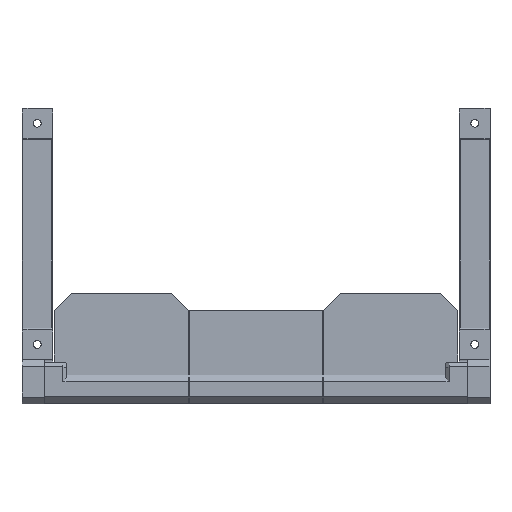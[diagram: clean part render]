
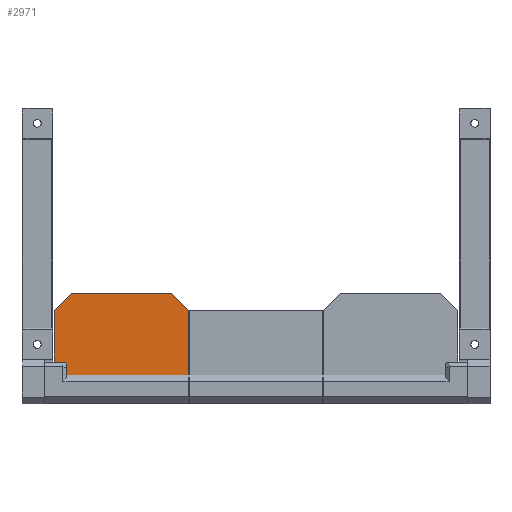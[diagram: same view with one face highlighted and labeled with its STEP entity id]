
A CAD part, top view. The second image highlights one B-rep face of the part: STEP entity #2971.
In plain terms, the highlighted planar face has unit normal (0, 0, 1).
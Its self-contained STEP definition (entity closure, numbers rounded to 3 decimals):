
#250=FACE_OUTER_BOUND('',#443,.T.);
#443=EDGE_LOOP('',(#2190,#2191,#2192,#2193,#2194,#2195,#2196,#2197));
#706=LINE('',#4480,#1033);
#721=LINE('',#4550,#1048);
#723=LINE('',#4554,#1050);
#726=LINE('',#4560,#1053);
#727=LINE('',#4561,#1054);
#728=LINE('',#4563,#1055);
#729=LINE('',#4565,#1056);
#730=LINE('',#4566,#1057);
#1033=VECTOR('',#3583,10.);
#1048=VECTOR('',#3664,10.);
#1050=VECTOR('',#3668,10.);
#1053=VECTOR('',#3673,10.);
#1054=VECTOR('',#3674,10.);
#1055=VECTOR('',#3675,10.);
#1056=VECTOR('',#3676,10.);
#1057=VECTOR('',#3677,10.);
#1329=VERTEX_POINT('',#4477);
#1330=VERTEX_POINT('',#4479);
#1351=VERTEX_POINT('',#4547);
#1352=VERTEX_POINT('',#4549);
#1353=VERTEX_POINT('',#4553);
#1355=VERTEX_POINT('',#4559);
#1356=VERTEX_POINT('',#4562);
#1357=VERTEX_POINT('',#4564);
#1632=EDGE_CURVE('',#1330,#1329,#706,.T.);
#1663=EDGE_CURVE('',#1351,#1352,#721,.F.);
#1665=EDGE_CURVE('',#1352,#1353,#723,.F.);
#1668=EDGE_CURVE('',#1355,#1351,#726,.F.);
#1669=EDGE_CURVE('',#1330,#1355,#727,.F.);
#1670=EDGE_CURVE('',#1329,#1356,#728,.F.);
#1671=EDGE_CURVE('',#1357,#1356,#729,.T.);
#1672=EDGE_CURVE('',#1353,#1357,#730,.F.);
#2190=ORIENTED_EDGE('',*,*,#1663,.F.);
#2191=ORIENTED_EDGE('',*,*,#1668,.F.);
#2192=ORIENTED_EDGE('',*,*,#1669,.F.);
#2193=ORIENTED_EDGE('',*,*,#1632,.T.);
#2194=ORIENTED_EDGE('',*,*,#1670,.T.);
#2195=ORIENTED_EDGE('',*,*,#1671,.F.);
#2196=ORIENTED_EDGE('',*,*,#1672,.F.);
#2197=ORIENTED_EDGE('',*,*,#1665,.F.);
#2815=PLANE('',#3198);
#2971=ADVANCED_FACE('',(#250),#2815,.T.);
#3198=AXIS2_PLACEMENT_3D('',#4558,#3671,#3672);
#3583=DIRECTION('',(0.,-1.,0.));
#3664=DIRECTION('',(-0.707,-0.707,0.));
#3668=DIRECTION('',(-1.,0.,0.));
#3671=DIRECTION('center_axis',(0.,0.,1.));
#3672=DIRECTION('ref_axis',(0.,-1.,0.));
#3673=DIRECTION('',(0.,-1.,0.));
#3674=DIRECTION('',(-1.,0.,0.));
#3675=DIRECTION('',(-1.,0.,0.));
#3676=DIRECTION('',(0.,-1.,0.));
#3677=DIRECTION('',(-0.707,0.707,0.));
#4477=CARTESIAN_POINT('',(9.1,-9.65,-0.975));
#4479=CARTESIAN_POINT('',(9.1,9.377,-0.975));
#4480=CARTESIAN_POINT('',(9.1,3.948,-0.975));
#4547=CARTESIAN_POINT('',(10.1,40.35,-0.975));
#4549=CARTESIAN_POINT('',(20.1,50.35,-0.975));
#4550=CARTESIAN_POINT('',(4.649,34.899,-0.975));
#4553=CARTESIAN_POINT('',(79.1,50.35,-0.975));
#4554=CARTESIAN_POINT('',(9.6,50.35,-0.975));
#4558=CARTESIAN_POINT('Origin',(9.1,9.546,-0.975));
#4559=CARTESIAN_POINT('',(10.1,9.377,-0.975));
#4560=CARTESIAN_POINT('',(10.1,-0.052,-0.975));
#4561=CARTESIAN_POINT('',(9.1,9.377,-0.975));
#4562=CARTESIAN_POINT('',(89.1,-9.65,-0.975));
#4563=CARTESIAN_POINT('',(9.1,-9.65,-0.975));
#4564=CARTESIAN_POINT('',(89.1,40.35,-0.975));
#4565=CARTESIAN_POINT('',(89.1,3.948,-0.975));
#4566=CARTESIAN_POINT('',(74.301,55.149,-0.975));
